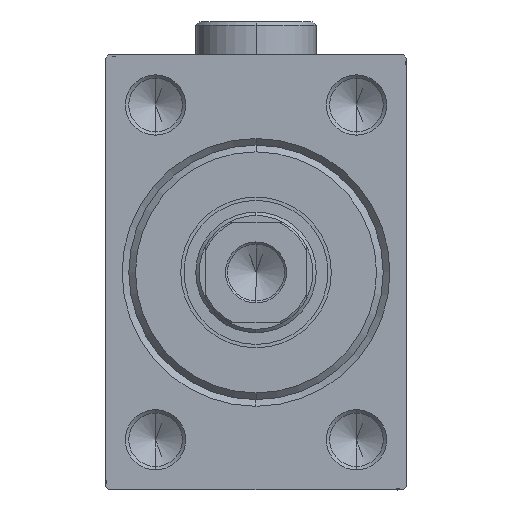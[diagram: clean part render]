
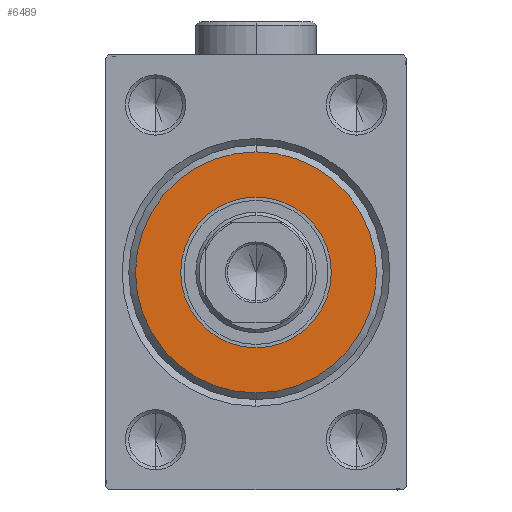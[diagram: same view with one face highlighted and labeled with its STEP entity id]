
A CAD part, left-side view. The second image highlights one B-rep face of the part: STEP entity #6489.
In plain terms, the highlighted face is planar.
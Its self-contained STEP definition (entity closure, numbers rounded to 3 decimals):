
#548 = CARTESIAN_POINT ( 'NONE',  ( 3., 0., 0. ) ) ;
#2289 = AXIS2_PLACEMENT_3D ( 'NONE', #548, #38608, #17621 ) ;
#2872 = EDGE_LOOP ( 'NONE', ( #5914, #15695 ) ) ;
#3026 = PLANE ( 'NONE',  #39375 ) ;
#5363 = DIRECTION ( 'NONE',  ( 0., 0., -1. ) ) ;
#5914 = ORIENTED_EDGE ( 'NONE', *, *, #17650, .T. ) ;
#6489 = ADVANCED_FACE ( 'NONE', ( #45196, #13847 ), #3026, .T. ) ;
#7755 = CIRCLE ( 'NONE', #12191, 18. ) ;
#8170 = CIRCLE ( 'NONE', #2289, 11.25 ) ;
#8367 = CARTESIAN_POINT ( 'NONE',  ( 3., 0., 0. ) ) ;
#9629 = CARTESIAN_POINT ( 'NONE',  ( 3., 0., -18. ) ) ;
#11671 = DIRECTION ( 'NONE',  ( 1., 0., 0. ) ) ;
#12191 = AXIS2_PLACEMENT_3D ( 'NONE', #25718, #11671, #22708 ) ;
#12208 = VERTEX_POINT ( 'NONE', #9629 ) ;
#12224 = AXIS2_PLACEMENT_3D ( 'NONE', #8367, #22429, #5363 ) ;
#13847 = FACE_BOUND ( 'NONE', #14964, .T. ) ;
#14644 = DIRECTION ( 'NONE',  ( 0., 0., -1. ) ) ;
#14964 = EDGE_LOOP ( 'NONE', ( #43086, #17955 ) ) ;
#15645 = EDGE_CURVE ( 'NONE', #12208, #21433, #7755, .T. ) ;
#15695 = ORIENTED_EDGE ( 'NONE', *, *, #15645, .T. ) ;
#15830 = VERTEX_POINT ( 'NONE', #27078 ) ;
#17621 = DIRECTION ( 'NONE',  ( 0., 0., -1. ) ) ;
#17650 = EDGE_CURVE ( 'NONE', #21433, #12208, #18840, .T. ) ;
#17955 = ORIENTED_EDGE ( 'NONE', *, *, #35343, .F. ) ;
#18840 = CIRCLE ( 'NONE', #12224, 18. ) ;
#21433 = VERTEX_POINT ( 'NONE', #27910 ) ;
#22002 = CARTESIAN_POINT ( 'NONE',  ( 3., 0., -11.25 ) ) ;
#22315 = CIRCLE ( 'NONE', #45136, 11.25 ) ;
#22429 = DIRECTION ( 'NONE',  ( 1., 0., 0. ) ) ;
#22708 = DIRECTION ( 'NONE',  ( 0., 0., -1. ) ) ;
#25718 = CARTESIAN_POINT ( 'NONE',  ( 3., 0., 0. ) ) ;
#27078 = CARTESIAN_POINT ( 'NONE',  ( 3., 0., 11.25 ) ) ;
#27910 = CARTESIAN_POINT ( 'NONE',  ( 3., 0., 18. ) ) ;
#32166 = DIRECTION ( 'NONE',  ( 1., 0., 0. ) ) ;
#34362 = CARTESIAN_POINT ( 'NONE',  ( 3., 0., 0. ) ) ;
#35275 = DIRECTION ( 'NONE',  ( 0., 0., -1. ) ) ;
#35343 = EDGE_CURVE ( 'NONE', #15830, #44299, #8170, .T. ) ;
#36302 = CARTESIAN_POINT ( 'NONE',  ( 3., 0., 0. ) ) ;
#37828 = DIRECTION ( 'NONE',  ( 1., 0., 0. ) ) ;
#38608 = DIRECTION ( 'NONE',  ( 1., 0., 0. ) ) ;
#39375 = AXIS2_PLACEMENT_3D ( 'NONE', #34362, #37828, #35275 ) ;
#40357 = EDGE_CURVE ( 'NONE', #44299, #15830, #22315, .T. ) ;
#43086 = ORIENTED_EDGE ( 'NONE', *, *, #40357, .F. ) ;
#44299 = VERTEX_POINT ( 'NONE', #22002 ) ;
#45136 = AXIS2_PLACEMENT_3D ( 'NONE', #36302, #32166, #14644 ) ;
#45196 = FACE_OUTER_BOUND ( 'NONE', #2872, .T. ) ;
